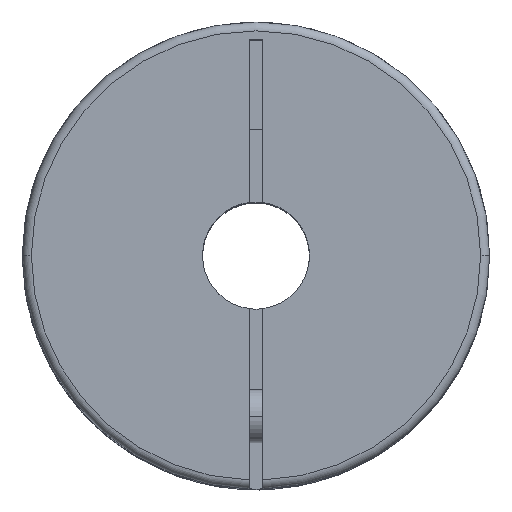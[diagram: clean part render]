
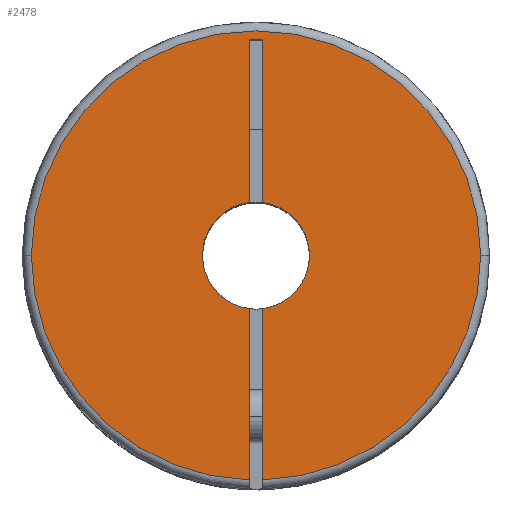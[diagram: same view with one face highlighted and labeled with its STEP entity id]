
A CAD part, top view. The second image highlights one B-rep face of the part: STEP entity #2478.
In plain terms, the highlighted planar face has unit normal (0, 0, 1).
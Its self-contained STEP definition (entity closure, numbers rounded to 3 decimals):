
#44 = DIRECTION ( 'NONE',  ( 0., 0., -1. ) ) ;
#199 = CARTESIAN_POINT ( 'NONE',  ( 0., 0., 0. ) ) ;
#212 = CARTESIAN_POINT ( 'NONE',  ( -0.375, 12.1, 0. ) ) ;
#243 = EDGE_CURVE ( 'NONE', #1553, #2768, #2526, .T. ) ;
#359 = VERTEX_POINT ( 'NONE', #795 ) ;
#364 = CARTESIAN_POINT ( 'NONE',  ( -0.375, 12.1, 0. ) ) ;
#386 = CIRCLE ( 'NONE', #719, 3. ) ;
#460 = VECTOR ( 'NONE', #3034, 1000. ) ;
#466 = AXIS2_PLACEMENT_3D ( 'NONE', #3978, #1001, #3134 ) ;
#523 = DIRECTION ( 'NONE',  ( -1., 0., 0. ) ) ;
#582 = CARTESIAN_POINT ( 'NONE',  ( 0.375, -13.1, 0. ) ) ;
#589 = VECTOR ( 'NONE', #667, 1000. ) ;
#592 = AXIS2_PLACEMENT_3D ( 'NONE', #1369, #3334, #1046 ) ;
#609 = EDGE_CURVE ( 'NONE', #1966, #2486, #386, .T. ) ;
#635 = CARTESIAN_POINT ( 'NONE',  ( -0.375, -2.976, 0. ) ) ;
#667 = DIRECTION ( 'NONE',  ( -1., 0., 0. ) ) ;
#719 = AXIS2_PLACEMENT_3D ( 'NONE', #3664, #1061, #3417 ) ;
#748 = VERTEX_POINT ( 'NONE', #3567 ) ;
#777 = CARTESIAN_POINT ( 'NONE',  ( 0.375, 2.976, 0. ) ) ;
#795 = CARTESIAN_POINT ( 'NONE',  ( 0.375, 12.1, 0. ) ) ;
#830 = VERTEX_POINT ( 'NONE', #635 ) ;
#881 = VECTOR ( 'NONE', #3278, 1000. ) ;
#901 = CARTESIAN_POINT ( 'NONE',  ( 0., 0., 0. ) ) ;
#1001 = DIRECTION ( 'NONE',  ( 0., 0., -1. ) ) ;
#1046 = DIRECTION ( 'NONE',  ( -1., 0., 0. ) ) ;
#1061 = DIRECTION ( 'NONE',  ( 0., 0., -1. ) ) ;
#1070 = CARTESIAN_POINT ( 'NONE',  ( 0.375, 12.1, 0. ) ) ;
#1156 = FACE_OUTER_BOUND ( 'NONE', #1874, .T. ) ;
#1205 = VECTOR ( 'NONE', #3640, 1000. ) ;
#1219 = DIRECTION ( 'NONE',  ( 0., 0., -1. ) ) ;
#1248 = DIRECTION ( 'NONE',  ( -1., 0., 0. ) ) ;
#1266 = ORIENTED_EDGE ( 'NONE', *, *, #3206, .F. ) ;
#1329 = EDGE_CURVE ( 'NONE', #1639, #2486, #2539, .T. ) ;
#1330 = DIRECTION ( 'NONE',  ( -1., 0., 0. ) ) ;
#1369 = CARTESIAN_POINT ( 'NONE',  ( 0., 0., 0. ) ) ;
#1553 = VERTEX_POINT ( 'NONE', #2044 ) ;
#1639 = VERTEX_POINT ( 'NONE', #3841 ) ;
#1665 = LINE ( 'NONE', #1070, #589 ) ;
#1696 = AXIS2_PLACEMENT_3D ( 'NONE', #199, #1219, #1867 ) ;
#1808 = AXIS2_PLACEMENT_3D ( 'NONE', #2503, #1852, #523 ) ;
#1839 = ORIENTED_EDGE ( 'NONE', *, *, #3506, .F. ) ;
#1852 = DIRECTION ( 'NONE',  ( 0., 0., -1. ) ) ;
#1867 = DIRECTION ( 'NONE',  ( 0., -1., 0. ) ) ;
#1874 = EDGE_LOOP ( 'NONE', ( #1266, #2131, #3231, #4022, #3415, #2123, #2775, #3612, #3447, #2175, #1839 ) ) ;
#1966 = VERTEX_POINT ( 'NONE', #777 ) ;
#1995 = CARTESIAN_POINT ( 'NONE',  ( 12.6, 0., 0. ) ) ;
#2020 = LINE ( 'NONE', #3054, #460 ) ;
#2044 = CARTESIAN_POINT ( 'NONE',  ( -3., 0., 0. ) ) ;
#2123 = ORIENTED_EDGE ( 'NONE', *, *, #3998, .F. ) ;
#2131 = ORIENTED_EDGE ( 'NONE', *, *, #3352, .F. ) ;
#2141 = VERTEX_POINT ( 'NONE', #2587 ) ;
#2175 = ORIENTED_EDGE ( 'NONE', *, *, #2645, .F. ) ;
#2183 = AXIS2_PLACEMENT_3D ( 'NONE', #3930, #44, #1330 ) ;
#2212 = PLANE ( 'NONE',  #1696 ) ;
#2332 = AXIS2_PLACEMENT_3D ( 'NONE', #901, #2914, #1248 ) ;
#2402 = EDGE_CURVE ( 'NONE', #1966, #359, #2610, .T. ) ;
#2478 = ADVANCED_FACE ( 'NONE', ( #1156 ), #2212, .F. ) ;
#2486 = VERTEX_POINT ( 'NONE', #3478 ) ;
#2503 = CARTESIAN_POINT ( 'NONE',  ( 0., 0., 0. ) ) ;
#2526 = CIRCLE ( 'NONE', #1808, 3. ) ;
#2539 = LINE ( 'NONE', #3863, #2720 ) ;
#2587 = CARTESIAN_POINT ( 'NONE',  ( -0.375, -12.594, 0. ) ) ;
#2610 = LINE ( 'NONE', #582, #881 ) ;
#2645 = EDGE_CURVE ( 'NONE', #4207, #1639, #3364, .T. ) ;
#2684 = CIRCLE ( 'NONE', #2332, 12.6 ) ;
#2720 = VECTOR ( 'NONE', #3824, 1000. ) ;
#2768 = VERTEX_POINT ( 'NONE', #2978 ) ;
#2775 = ORIENTED_EDGE ( 'NONE', *, *, #2402, .F. ) ;
#2877 = EDGE_CURVE ( 'NONE', #830, #1553, #4261, .T. ) ;
#2912 = EDGE_CURVE ( 'NONE', #3286, #2768, #2020, .T. ) ;
#2914 = DIRECTION ( 'NONE',  ( 0., 0., -1. ) ) ;
#2978 = CARTESIAN_POINT ( 'NONE',  ( -0.375, 2.976, 0. ) ) ;
#3034 = DIRECTION ( 'NONE',  ( 0., -1., 0. ) ) ;
#3054 = CARTESIAN_POINT ( 'NONE',  ( -0.375, 12.1, 0. ) ) ;
#3134 = DIRECTION ( 'NONE',  ( -1., 0., 0. ) ) ;
#3206 = EDGE_CURVE ( 'NONE', #2141, #748, #2684, .T. ) ;
#3231 = ORIENTED_EDGE ( 'NONE', *, *, #2877, .T. ) ;
#3278 = DIRECTION ( 'NONE',  ( 0., 1., 0. ) ) ;
#3286 = VERTEX_POINT ( 'NONE', #212 ) ;
#3334 = DIRECTION ( 'NONE',  ( 0., 0., -1. ) ) ;
#3352 = EDGE_CURVE ( 'NONE', #830, #2141, #3666, .T. ) ;
#3364 = CIRCLE ( 'NONE', #2183, 12.6 ) ;
#3415 = ORIENTED_EDGE ( 'NONE', *, *, #2912, .F. ) ;
#3417 = DIRECTION ( 'NONE',  ( -1., 0., 0. ) ) ;
#3447 = ORIENTED_EDGE ( 'NONE', *, *, #1329, .F. ) ;
#3478 = CARTESIAN_POINT ( 'NONE',  ( 0.375, -2.976, 0. ) ) ;
#3506 = EDGE_CURVE ( 'NONE', #748, #4207, #3585, .T. ) ;
#3567 = CARTESIAN_POINT ( 'NONE',  ( -12.6, 0., 0. ) ) ;
#3585 = CIRCLE ( 'NONE', #466, 12.6 ) ;
#3612 = ORIENTED_EDGE ( 'NONE', *, *, #609, .T. ) ;
#3640 = DIRECTION ( 'NONE',  ( 0., -1., 0. ) ) ;
#3664 = CARTESIAN_POINT ( 'NONE',  ( 0., 0., 0. ) ) ;
#3666 = LINE ( 'NONE', #364, #1205 ) ;
#3824 = DIRECTION ( 'NONE',  ( 0., 1., 0. ) ) ;
#3841 = CARTESIAN_POINT ( 'NONE',  ( 0.375, -12.594, 0. ) ) ;
#3863 = CARTESIAN_POINT ( 'NONE',  ( 0.375, -13.1, 0. ) ) ;
#3930 = CARTESIAN_POINT ( 'NONE',  ( 0., 0., 0. ) ) ;
#3978 = CARTESIAN_POINT ( 'NONE',  ( 0., 0., 0. ) ) ;
#3998 = EDGE_CURVE ( 'NONE', #359, #3286, #1665, .T. ) ;
#4022 = ORIENTED_EDGE ( 'NONE', *, *, #243, .T. ) ;
#4207 = VERTEX_POINT ( 'NONE', #1995 ) ;
#4261 = CIRCLE ( 'NONE', #592, 3. ) ;
